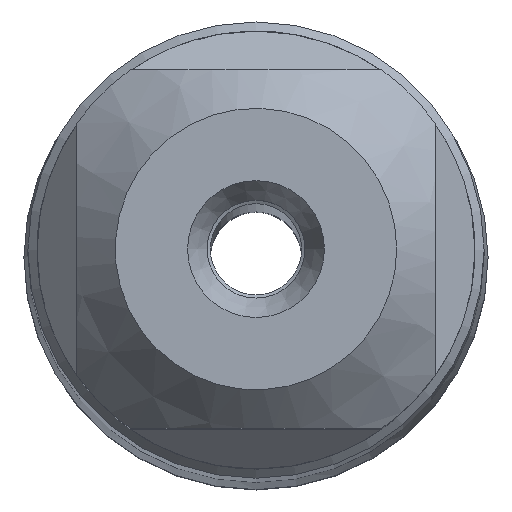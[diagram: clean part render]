
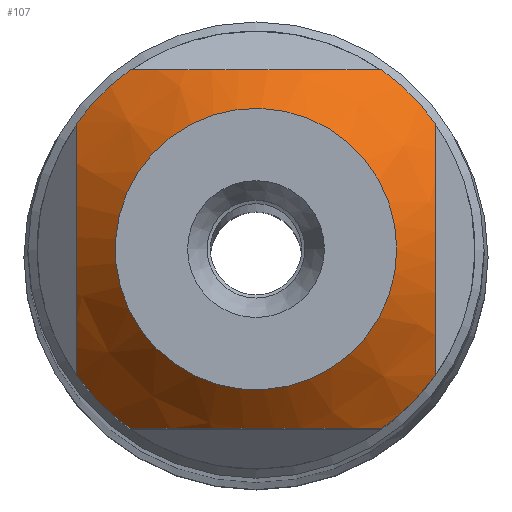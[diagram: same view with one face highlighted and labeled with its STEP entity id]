
A CAD part, top view. The second image highlights one B-rep face of the part: STEP entity #107.
In plain terms, the highlighted conical face has half-angle 45 degrees and reference radius 2.16 mm.
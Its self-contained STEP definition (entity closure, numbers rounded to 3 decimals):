
#94=CONICAL_SURFACE('',#531,2.16,45.);
#107=ADVANCED_FACE('',(#152,#153),#94,.T.);
#152=FACE_BOUND('',#202,.T.);
#153=FACE_BOUND('',#203,.T.);
#202=EDGE_LOOP('',(#275));
#203=EDGE_LOOP('',(#276,#277,#278,#279,#280,#281,#282,#283));
#275=ORIENTED_EDGE('',*,*,#410,.F.);
#276=ORIENTED_EDGE('',*,*,#397,.T.);
#277=ORIENTED_EDGE('',*,*,#411,.T.);
#278=ORIENTED_EDGE('',*,*,#409,.T.);
#279=ORIENTED_EDGE('',*,*,#412,.T.);
#280=ORIENTED_EDGE('',*,*,#405,.T.);
#281=ORIENTED_EDGE('',*,*,#413,.T.);
#282=ORIENTED_EDGE('',*,*,#401,.T.);
#283=ORIENTED_EDGE('',*,*,#414,.T.);
#355=VERTEX_POINT('',#782);
#357=VERTEX_POINT('',#786);
#358=VERTEX_POINT('',#788);
#361=VERTEX_POINT('',#794);
#362=VERTEX_POINT('',#796);
#365=VERTEX_POINT('',#802);
#366=VERTEX_POINT('',#804);
#369=VERTEX_POINT('',#810);
#370=VERTEX_POINT('',#814);
#397=EDGE_CURVE('',#358,#357,#442,.T.);
#401=EDGE_CURVE('',#362,#361,#443,.T.);
#405=EDGE_CURVE('',#366,#365,#444,.T.);
#409=EDGE_CURVE('',#355,#369,#445,.T.);
#410=EDGE_CURVE('',#370,#370,#446,.T.);
#411=EDGE_CURVE('',#357,#355,#473,.T.);
#412=EDGE_CURVE('',#369,#366,#474,.T.);
#413=EDGE_CURVE('',#365,#362,#475,.T.);
#414=EDGE_CURVE('',#361,#358,#476,.T.);
#442=CIRCLE('',#522,3.36);
#443=CIRCLE('',#524,3.36);
#444=CIRCLE('',#526,3.36);
#445=CIRCLE('',#528,3.36);
#446=CIRCLE('',#530,2.16);
#473=B_SPLINE_CURVE_WITH_KNOTS('',3,(#815,#816,#817,#818,#819,#820),
 .UNSPECIFIED.,.F.,.F.,(4,2,4),(0.,0.5,1.),.UNSPECIFIED.);
#474=B_SPLINE_CURVE_WITH_KNOTS('',3,(#821,#822,#823,#824,#825,#826),
 .UNSPECIFIED.,.F.,.F.,(4,2,4),(0.,0.5,1.),.UNSPECIFIED.);
#475=B_SPLINE_CURVE_WITH_KNOTS('',3,(#827,#828,#829,#830,#831,#832),
 .UNSPECIFIED.,.F.,.F.,(4,2,4),(0.,0.5,1.),.UNSPECIFIED.);
#476=B_SPLINE_CURVE_WITH_KNOTS('',3,(#833,#834,#835,#836,#837,#838),
 .UNSPECIFIED.,.F.,.F.,(4,2,4),(0.,0.5,1.),.UNSPECIFIED.);
#522=AXIS2_PLACEMENT_3D('',#787,#607,#608);
#524=AXIS2_PLACEMENT_3D('',#795,#613,#614);
#526=AXIS2_PLACEMENT_3D('',#803,#619,#620);
#528=AXIS2_PLACEMENT_3D('',#811,#625,#626);
#530=AXIS2_PLACEMENT_3D('',#813,#629,#630);
#531=AXIS2_PLACEMENT_3D('',#839,#631,#632);
#607=DIRECTION('',(0.,0.,1.));
#608=DIRECTION('',(-1.,0.,0.));
#613=DIRECTION('',(0.,0.,1.));
#614=DIRECTION('',(-1.,0.,0.));
#619=DIRECTION('',(0.,0.,1.));
#620=DIRECTION('',(-1.,0.,0.));
#625=DIRECTION('',(0.,0.,1.));
#626=DIRECTION('',(-1.,0.,0.));
#629=DIRECTION('',(0.,0.,1.));
#630=DIRECTION('',(1.,0.,0.));
#631=DIRECTION('',(0.,0.,-1.));
#632=DIRECTION('',(-1.,0.,0.));
#782=CARTESIAN_POINT('',(2.75,1.931,-1.2));
#786=CARTESIAN_POINT('',(2.75,-1.931,-1.2));
#787=CARTESIAN_POINT('',(0.,0.,-1.2));
#788=CARTESIAN_POINT('',(1.931,-2.75,-1.2));
#794=CARTESIAN_POINT('',(-1.931,-2.75,-1.2));
#795=CARTESIAN_POINT('',(0.,0.,-1.2));
#796=CARTESIAN_POINT('',(-2.75,-1.931,-1.2));
#802=CARTESIAN_POINT('',(-2.75,1.931,-1.2));
#803=CARTESIAN_POINT('',(0.,0.,-1.2));
#804=CARTESIAN_POINT('',(-1.931,2.75,-1.2));
#810=CARTESIAN_POINT('',(1.931,2.75,-1.2));
#811=CARTESIAN_POINT('',(0.,0.,-1.2));
#813=CARTESIAN_POINT('',(0.,0.,0.));
#814=CARTESIAN_POINT('',(2.16,0.,0.));
#815=CARTESIAN_POINT('',(2.75,-1.931,-1.2));
#816=CARTESIAN_POINT('',(2.75,-1.338,-0.86));
#817=CARTESIAN_POINT('',(2.75,-0.68,-0.59));
#818=CARTESIAN_POINT('',(2.75,0.679,-0.59));
#819=CARTESIAN_POINT('',(2.75,1.34,-0.86));
#820=CARTESIAN_POINT('',(2.75,1.931,-1.2));
#821=CARTESIAN_POINT('',(1.931,2.75,-1.2));
#822=CARTESIAN_POINT('',(1.338,2.75,-0.86));
#823=CARTESIAN_POINT('',(0.68,2.75,-0.59));
#824=CARTESIAN_POINT('',(-0.679,2.75,-0.59));
#825=CARTESIAN_POINT('',(-1.34,2.75,-0.86));
#826=CARTESIAN_POINT('',(-1.931,2.75,-1.2));
#827=CARTESIAN_POINT('',(-2.75,1.931,-1.2));
#828=CARTESIAN_POINT('',(-2.75,1.34,-0.86));
#829=CARTESIAN_POINT('',(-2.75,0.679,-0.59));
#830=CARTESIAN_POINT('',(-2.75,-0.68,-0.59));
#831=CARTESIAN_POINT('',(-2.75,-1.338,-0.86));
#832=CARTESIAN_POINT('',(-2.75,-1.931,-1.2));
#833=CARTESIAN_POINT('',(-1.931,-2.75,-1.2));
#834=CARTESIAN_POINT('',(-1.34,-2.75,-0.86));
#835=CARTESIAN_POINT('',(-0.679,-2.75,-0.59));
#836=CARTESIAN_POINT('',(0.68,-2.75,-0.59));
#837=CARTESIAN_POINT('',(1.338,-2.75,-0.86));
#838=CARTESIAN_POINT('',(1.931,-2.75,-1.2));
#839=CARTESIAN_POINT('',(0.,0.,0.));
